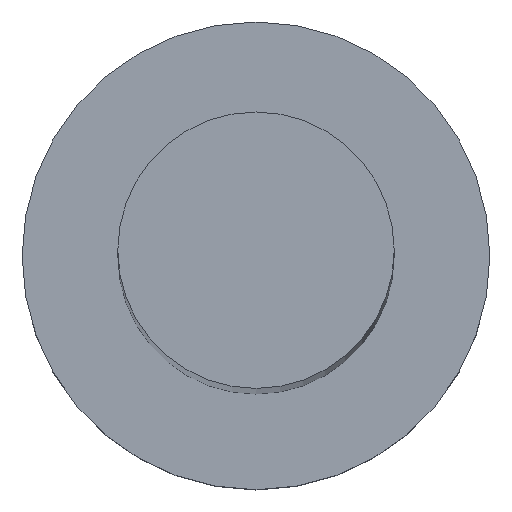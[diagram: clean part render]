
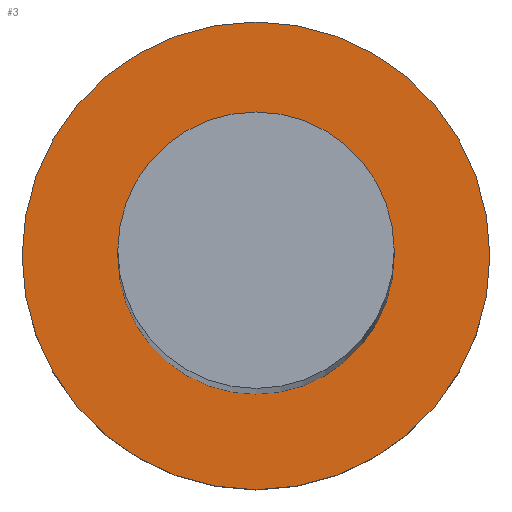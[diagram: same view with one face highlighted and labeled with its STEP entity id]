
A CAD part, top view. The second image highlights one B-rep face of the part: STEP entity #3.
In plain terms, the highlighted planar face has unit normal (0, 0, 1).
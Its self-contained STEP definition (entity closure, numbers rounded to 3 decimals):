
#3 = ADVANCED_FACE ( 'NONE', ( #143, #25 ), #224, .T. ) ;
#16 = EDGE_CURVE ( 'NONE', #98, #19, #105, .T. ) ;
#18 = ORIENTED_EDGE ( 'NONE', *, *, #197, .F. ) ;
#19 = VERTEX_POINT ( 'NONE', #168 ) ;
#25 = FACE_OUTER_BOUND ( 'NONE', #97, .T. ) ;
#26 = CARTESIAN_POINT ( 'NONE',  ( 0., 0., 7. ) ) ;
#27 = ORIENTED_EDGE ( 'NONE', *, *, #68, .F. ) ;
#37 = VERTEX_POINT ( 'NONE', #244 ) ;
#53 = CARTESIAN_POINT ( 'NONE',  ( 6.5, 0., 7. ) ) ;
#61 = DIRECTION ( 'NONE',  ( 1., 0., 0. ) ) ;
#68 = EDGE_CURVE ( 'NONE', #37, #222, #243, .T. ) ;
#72 = CARTESIAN_POINT ( 'NONE',  ( 0., 0., 7. ) ) ;
#79 = ORIENTED_EDGE ( 'NONE', *, *, #192, .T. ) ;
#93 = ORIENTED_EDGE ( 'NONE', *, *, #16, .T. ) ;
#97 = EDGE_LOOP ( 'NONE', ( #79, #93 ) ) ;
#98 = VERTEX_POINT ( 'NONE', #209 ) ;
#103 = DIRECTION ( 'NONE',  ( 0., 0., 1. ) ) ;
#105 = CIRCLE ( 'NONE', #206, 11. ) ;
#119 = DIRECTION ( 'NONE',  ( 0., 0., 1. ) ) ;
#120 = CIRCLE ( 'NONE', #129, 11. ) ;
#128 = AXIS2_PLACEMENT_3D ( 'NONE', #204, #225, #188 ) ;
#129 = AXIS2_PLACEMENT_3D ( 'NONE', #208, #171, #230 ) ;
#143 = FACE_BOUND ( 'NONE', #156, .T. ) ;
#147 = DIRECTION ( 'NONE',  ( 1., 0., 0. ) ) ;
#156 = EDGE_LOOP ( 'NONE', ( #27, #18 ) ) ;
#165 = AXIS2_PLACEMENT_3D ( 'NONE', #72, #246, #147 ) ;
#168 = CARTESIAN_POINT ( 'NONE',  ( -11., 0., 7. ) ) ;
#169 = AXIS2_PLACEMENT_3D ( 'NONE', #245, #103, #61 ) ;
#171 = DIRECTION ( 'NONE',  ( 0., 0., 1. ) ) ;
#173 = CIRCLE ( 'NONE', #165, 6.5 ) ;
#188 = DIRECTION ( 'NONE',  ( 1., 0., 0. ) ) ;
#192 = EDGE_CURVE ( 'NONE', #19, #98, #120, .T. ) ;
#197 = EDGE_CURVE ( 'NONE', #222, #37, #173, .T. ) ;
#204 = CARTESIAN_POINT ( 'NONE',  ( 0., 0., 7. ) ) ;
#206 = AXIS2_PLACEMENT_3D ( 'NONE', #26, #119, #227 ) ;
#208 = CARTESIAN_POINT ( 'NONE',  ( 0., 0., 7. ) ) ;
#209 = CARTESIAN_POINT ( 'NONE',  ( 11., 0., 7. ) ) ;
#222 = VERTEX_POINT ( 'NONE', #53 ) ;
#224 = PLANE ( 'NONE',  #169 ) ;
#225 = DIRECTION ( 'NONE',  ( 0., 0., 1. ) ) ;
#227 = DIRECTION ( 'NONE',  ( 1., 0., 0. ) ) ;
#230 = DIRECTION ( 'NONE',  ( 1., 0., 0. ) ) ;
#243 = CIRCLE ( 'NONE', #128, 6.5 ) ;
#244 = CARTESIAN_POINT ( 'NONE',  ( -6.5, 0., 7. ) ) ;
#245 = CARTESIAN_POINT ( 'NONE',  ( 0., 0., 7. ) ) ;
#246 = DIRECTION ( 'NONE',  ( 0., 0., 1. ) ) ;
